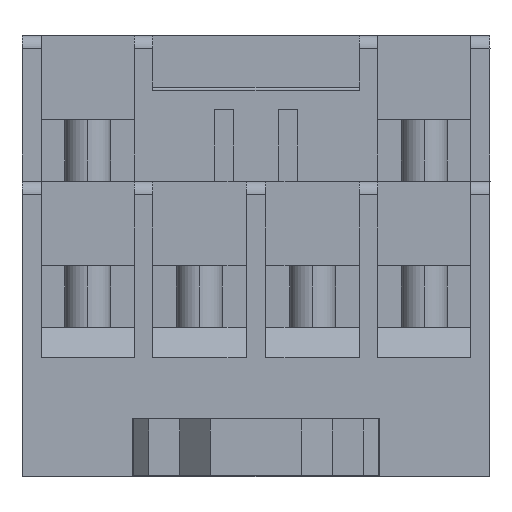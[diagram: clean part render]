
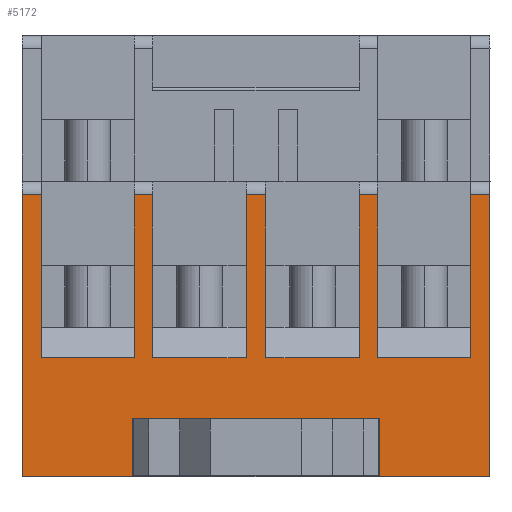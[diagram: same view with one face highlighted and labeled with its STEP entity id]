
A CAD part, front view. The second image highlights one B-rep face of the part: STEP entity #5172.
In plain terms, the highlighted planar face has unit normal (0, -1, 0).
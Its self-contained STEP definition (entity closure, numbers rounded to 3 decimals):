
#5001=AXIS2_PLACEMENT_3D('Plane Axis2P3D',#4998,#4999,#5000) ;
#1373=CARTESIAN_POINT('Vertex',(0.,4.092,0.)) ;
#1376=CARTESIAN_POINT('Line Origine',(0.,4.092,9.225)) ;
#1380=CARTESIAN_POINT('Vertex',(0.,4.092,18.45)) ;
#4596=CARTESIAN_POINT('Vertex',(23.4,4.092,3.8)) ;
#4601=CARTESIAN_POINT('Line Origine',(15.3,4.092,3.8)) ;
#4605=CARTESIAN_POINT('Vertex',(7.2,4.092,3.8)) ;
#4956=CARTESIAN_POINT('Line Origine',(3.6,4.092,0.)) ;
#4960=CARTESIAN_POINT('Vertex',(7.2,4.092,0.)) ;
#4998=CARTESIAN_POINT('Axis2P3D Location',(20.693,4.092,18.45)) ;
#5003=CARTESIAN_POINT('Line Origine',(23.25,4.092,13.125)) ;
#5007=CARTESIAN_POINT('Vertex',(23.25,4.092,7.8)) ;
#5009=CARTESIAN_POINT('Vertex',(23.25,4.092,18.45)) ;
#5012=CARTESIAN_POINT('Line Origine',(22.65,4.092,18.45)) ;
#5016=CARTESIAN_POINT('Vertex',(22.05,4.092,18.45)) ;
#5019=CARTESIAN_POINT('Line Origine',(22.05,4.092,13.125)) ;
#5023=CARTESIAN_POINT('Vertex',(22.05,4.092,7.8)) ;
#5026=CARTESIAN_POINT('Line Origine',(19.,4.092,7.8)) ;
#5030=CARTESIAN_POINT('Vertex',(15.95,4.092,7.8)) ;
#5033=CARTESIAN_POINT('Line Origine',(15.95,4.092,13.125)) ;
#5037=CARTESIAN_POINT('Vertex',(15.95,4.092,18.45)) ;
#5040=CARTESIAN_POINT('Line Origine',(15.3,4.092,18.45)) ;
#5044=CARTESIAN_POINT('Vertex',(14.65,4.092,18.45)) ;
#5047=CARTESIAN_POINT('Line Origine',(14.65,4.092,13.125)) ;
#5051=CARTESIAN_POINT('Vertex',(14.65,4.092,7.8)) ;
#5054=CARTESIAN_POINT('Line Origine',(11.6,4.092,7.8)) ;
#5058=CARTESIAN_POINT('Vertex',(8.55,4.092,7.8)) ;
#5061=CARTESIAN_POINT('Line Origine',(8.55,4.092,13.125)) ;
#5065=CARTESIAN_POINT('Vertex',(8.55,4.092,18.45)) ;
#5068=CARTESIAN_POINT('Line Origine',(7.95,4.092,18.45)) ;
#5072=CARTESIAN_POINT('Vertex',(7.35,4.092,18.45)) ;
#5075=CARTESIAN_POINT('Line Origine',(7.35,4.092,13.125)) ;
#5079=CARTESIAN_POINT('Vertex',(7.35,4.092,7.8)) ;
#5082=CARTESIAN_POINT('Line Origine',(4.3,4.092,7.8)) ;
#5086=CARTESIAN_POINT('Vertex',(1.25,4.092,7.8)) ;
#5089=CARTESIAN_POINT('Line Origine',(1.25,4.092,13.125)) ;
#5093=CARTESIAN_POINT('Vertex',(1.25,4.092,18.45)) ;
#5096=CARTESIAN_POINT('Line Origine',(0.625,4.092,18.45)) ;
#5101=CARTESIAN_POINT('Line Origine',(7.2,4.092,1.9)) ;
#5106=CARTESIAN_POINT('Line Origine',(23.4,4.092,1.9)) ;
#5110=CARTESIAN_POINT('Vertex',(23.4,4.092,0.)) ;
#5113=CARTESIAN_POINT('Line Origine',(27.,4.092,0.)) ;
#5117=CARTESIAN_POINT('Vertex',(30.6,4.092,0.)) ;
#5120=CARTESIAN_POINT('Line Origine',(30.6,4.092,9.225)) ;
#5124=CARTESIAN_POINT('Vertex',(30.6,4.092,18.45)) ;
#5127=CARTESIAN_POINT('Line Origine',(29.975,4.092,18.45)) ;
#5131=CARTESIAN_POINT('Vertex',(29.35,4.092,18.45)) ;
#5134=CARTESIAN_POINT('Line Origine',(29.35,4.092,13.125)) ;
#5138=CARTESIAN_POINT('Vertex',(29.35,4.092,7.8)) ;
#5141=CARTESIAN_POINT('Line Origine',(26.3,4.092,7.8)) ;
#1377=DIRECTION('Vector Direction',(0.,0.,1.)) ;
#4602=DIRECTION('Vector Direction',(1.,0.,0.)) ;
#4957=DIRECTION('Vector Direction',(-1.,0.,0.)) ;
#4999=DIRECTION('Axis2P3D Direction',(0.,-1.,0.)) ;
#5000=DIRECTION('Axis2P3D XDirection',(0.,0.,-1.)) ;
#5004=DIRECTION('Vector Direction',(0.,0.,-1.)) ;
#5013=DIRECTION('Vector Direction',(-1.,0.,0.)) ;
#5020=DIRECTION('Vector Direction',(0.,0.,1.)) ;
#5027=DIRECTION('Vector Direction',(-1.,0.,0.)) ;
#5034=DIRECTION('Vector Direction',(0.,0.,-1.)) ;
#5041=DIRECTION('Vector Direction',(-1.,0.,0.)) ;
#5048=DIRECTION('Vector Direction',(0.,0.,1.)) ;
#5055=DIRECTION('Vector Direction',(-1.,0.,0.)) ;
#5062=DIRECTION('Vector Direction',(0.,0.,-1.)) ;
#5069=DIRECTION('Vector Direction',(-1.,0.,0.)) ;
#5076=DIRECTION('Vector Direction',(0.,0.,1.)) ;
#5083=DIRECTION('Vector Direction',(-1.,0.,0.)) ;
#5090=DIRECTION('Vector Direction',(0.,0.,-1.)) ;
#5097=DIRECTION('Vector Direction',(-1.,0.,0.)) ;
#5102=DIRECTION('Vector Direction',(0.,0.,1.)) ;
#5107=DIRECTION('Vector Direction',(0.,0.,-1.)) ;
#5114=DIRECTION('Vector Direction',(1.,0.,0.)) ;
#5121=DIRECTION('Vector Direction',(0.,0.,-1.)) ;
#5128=DIRECTION('Vector Direction',(-1.,0.,0.)) ;
#5135=DIRECTION('Vector Direction',(0.,0.,1.)) ;
#5142=DIRECTION('Vector Direction',(-1.,0.,0.)) ;
#1378=VECTOR('Line Direction',#1377,1.) ;
#4603=VECTOR('Line Direction',#4602,1.) ;
#4958=VECTOR('Line Direction',#4957,1.) ;
#5005=VECTOR('Line Direction',#5004,1.) ;
#5014=VECTOR('Line Direction',#5013,1.) ;
#5021=VECTOR('Line Direction',#5020,1.) ;
#5028=VECTOR('Line Direction',#5027,1.) ;
#5035=VECTOR('Line Direction',#5034,1.) ;
#5042=VECTOR('Line Direction',#5041,1.) ;
#5049=VECTOR('Line Direction',#5048,1.) ;
#5056=VECTOR('Line Direction',#5055,1.) ;
#5063=VECTOR('Line Direction',#5062,1.) ;
#5070=VECTOR('Line Direction',#5069,1.) ;
#5077=VECTOR('Line Direction',#5076,1.) ;
#5084=VECTOR('Line Direction',#5083,1.) ;
#5091=VECTOR('Line Direction',#5090,1.) ;
#5098=VECTOR('Line Direction',#5097,1.) ;
#5103=VECTOR('Line Direction',#5102,1.) ;
#5108=VECTOR('Line Direction',#5107,1.) ;
#5115=VECTOR('Line Direction',#5114,1.) ;
#5122=VECTOR('Line Direction',#5121,1.) ;
#5129=VECTOR('Line Direction',#5128,1.) ;
#5136=VECTOR('Line Direction',#5135,1.) ;
#5143=VECTOR('Line Direction',#5142,1.) ;
#5147=ORIENTED_EDGE('',*,*,#5011,.T.) ;
#5148=ORIENTED_EDGE('',*,*,#5018,.T.) ;
#5149=ORIENTED_EDGE('',*,*,#5025,.T.) ;
#5150=ORIENTED_EDGE('',*,*,#5032,.T.) ;
#5151=ORIENTED_EDGE('',*,*,#5039,.T.) ;
#5152=ORIENTED_EDGE('',*,*,#5046,.T.) ;
#5153=ORIENTED_EDGE('',*,*,#5053,.T.) ;
#5154=ORIENTED_EDGE('',*,*,#5060,.T.) ;
#5155=ORIENTED_EDGE('',*,*,#5067,.T.) ;
#5156=ORIENTED_EDGE('',*,*,#5074,.T.) ;
#5157=ORIENTED_EDGE('',*,*,#5081,.T.) ;
#5158=ORIENTED_EDGE('',*,*,#5088,.T.) ;
#5159=ORIENTED_EDGE('',*,*,#5095,.F.) ;
#5160=ORIENTED_EDGE('',*,*,#5100,.F.) ;
#5161=ORIENTED_EDGE('',*,*,#1382,.F.) ;
#5162=ORIENTED_EDGE('',*,*,#4962,.F.) ;
#5163=ORIENTED_EDGE('',*,*,#5105,.T.) ;
#5164=ORIENTED_EDGE('',*,*,#4607,.T.) ;
#5165=ORIENTED_EDGE('',*,*,#5112,.T.) ;
#5166=ORIENTED_EDGE('',*,*,#5119,.T.) ;
#5167=ORIENTED_EDGE('',*,*,#5126,.F.) ;
#5168=ORIENTED_EDGE('',*,*,#5133,.F.) ;
#5169=ORIENTED_EDGE('',*,*,#5140,.T.) ;
#5170=ORIENTED_EDGE('',*,*,#5145,.T.) ;
#5172=ADVANCED_FACE('SOCKEL',(#5171),#5002,.T.) ;
#1382=EDGE_CURVE('',#1374,#1381,#1379,.T.) ;
#4607=EDGE_CURVE('',#4606,#4597,#4604,.T.) ;
#4962=EDGE_CURVE('',#4961,#1374,#4959,.T.) ;
#5011=EDGE_CURVE('',#5008,#5010,#5006,.F.) ;
#5018=EDGE_CURVE('',#5010,#5017,#5015,.T.) ;
#5025=EDGE_CURVE('',#5017,#5024,#5022,.F.) ;
#5032=EDGE_CURVE('',#5024,#5031,#5029,.T.) ;
#5039=EDGE_CURVE('',#5031,#5038,#5036,.F.) ;
#5046=EDGE_CURVE('',#5038,#5045,#5043,.T.) ;
#5053=EDGE_CURVE('',#5045,#5052,#5050,.F.) ;
#5060=EDGE_CURVE('',#5052,#5059,#5057,.T.) ;
#5067=EDGE_CURVE('',#5059,#5066,#5064,.F.) ;
#5074=EDGE_CURVE('',#5066,#5073,#5071,.T.) ;
#5081=EDGE_CURVE('',#5073,#5080,#5078,.F.) ;
#5088=EDGE_CURVE('',#5080,#5087,#5085,.T.) ;
#5095=EDGE_CURVE('',#5094,#5087,#5092,.T.) ;
#5100=EDGE_CURVE('',#1381,#5094,#5099,.F.) ;
#5105=EDGE_CURVE('',#4961,#4606,#5104,.T.) ;
#5112=EDGE_CURVE('',#4597,#5111,#5109,.T.) ;
#5119=EDGE_CURVE('',#5111,#5118,#5116,.T.) ;
#5126=EDGE_CURVE('',#5125,#5118,#5123,.T.) ;
#5133=EDGE_CURVE('',#5132,#5125,#5130,.F.) ;
#5140=EDGE_CURVE('',#5132,#5139,#5137,.F.) ;
#5145=EDGE_CURVE('',#5139,#5008,#5144,.T.) ;
#5146=EDGE_LOOP('',(#5147,#5148,#5149,#5150,#5151,#5152,#5153,#5154,#5155,#5156,#5157,#5158,#5159,#5160,#5161,#5162,#5163,#5164,#5165,#5166,#5167,#5168,#5169,#5170)) ;
#5171=FACE_OUTER_BOUND('',#5146,.T.) ;
#1379=LINE('Line',#1376,#1378) ;
#4604=LINE('Line',#4601,#4603) ;
#4959=LINE('Line',#4956,#4958) ;
#5006=LINE('Line',#5003,#5005) ;
#5015=LINE('Line',#5012,#5014) ;
#5022=LINE('Line',#5019,#5021) ;
#5029=LINE('Line',#5026,#5028) ;
#5036=LINE('Line',#5033,#5035) ;
#5043=LINE('Line',#5040,#5042) ;
#5050=LINE('Line',#5047,#5049) ;
#5057=LINE('Line',#5054,#5056) ;
#5064=LINE('Line',#5061,#5063) ;
#5071=LINE('Line',#5068,#5070) ;
#5078=LINE('Line',#5075,#5077) ;
#5085=LINE('Line',#5082,#5084) ;
#5092=LINE('Line',#5089,#5091) ;
#5099=LINE('Line',#5096,#5098) ;
#5104=LINE('Line',#5101,#5103) ;
#5109=LINE('Line',#5106,#5108) ;
#5116=LINE('Line',#5113,#5115) ;
#5123=LINE('Line',#5120,#5122) ;
#5130=LINE('Line',#5127,#5129) ;
#5137=LINE('Line',#5134,#5136) ;
#5144=LINE('Line',#5141,#5143) ;
#5002=PLANE('',#5001) ;
#1374=VERTEX_POINT('',#1373) ;
#1381=VERTEX_POINT('',#1380) ;
#4597=VERTEX_POINT('',#4596) ;
#4606=VERTEX_POINT('',#4605) ;
#4961=VERTEX_POINT('',#4960) ;
#5008=VERTEX_POINT('',#5007) ;
#5010=VERTEX_POINT('',#5009) ;
#5017=VERTEX_POINT('',#5016) ;
#5024=VERTEX_POINT('',#5023) ;
#5031=VERTEX_POINT('',#5030) ;
#5038=VERTEX_POINT('',#5037) ;
#5045=VERTEX_POINT('',#5044) ;
#5052=VERTEX_POINT('',#5051) ;
#5059=VERTEX_POINT('',#5058) ;
#5066=VERTEX_POINT('',#5065) ;
#5073=VERTEX_POINT('',#5072) ;
#5080=VERTEX_POINT('',#5079) ;
#5087=VERTEX_POINT('',#5086) ;
#5094=VERTEX_POINT('',#5093) ;
#5111=VERTEX_POINT('',#5110) ;
#5118=VERTEX_POINT('',#5117) ;
#5125=VERTEX_POINT('',#5124) ;
#5132=VERTEX_POINT('',#5131) ;
#5139=VERTEX_POINT('',#5138) ;
